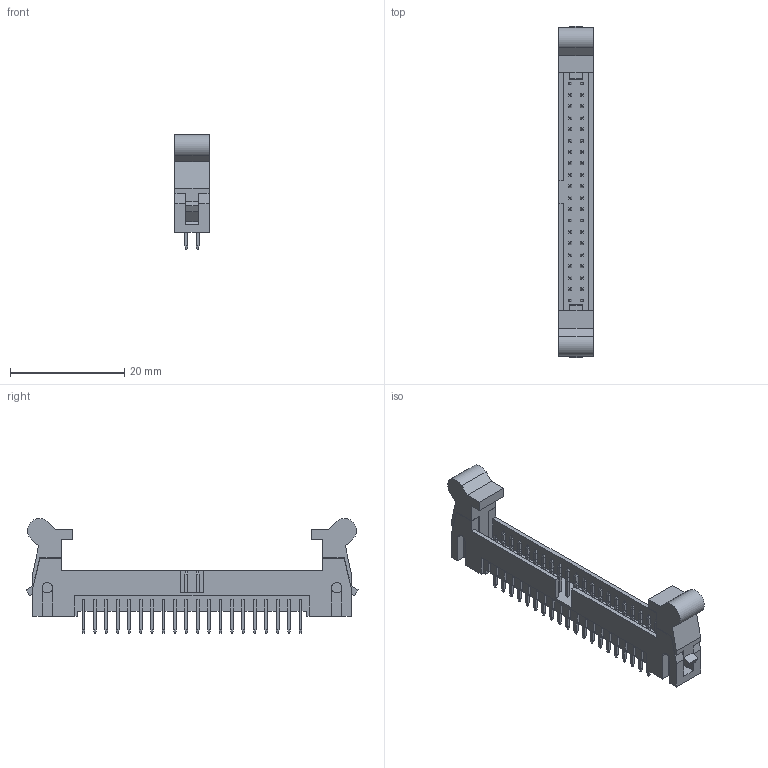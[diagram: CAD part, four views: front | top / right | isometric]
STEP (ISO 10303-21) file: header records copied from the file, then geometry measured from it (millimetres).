
FILE_DESCRIPTION(/* description */ ('Unknown'),/* implementation_level */ '2;1');
FILE_NAME(/* name */ 'J_Wurth_WR-BHD_62504022021',/* time_stamp */ '2025-05-19T10:26:39+08:00',/* author */ ('Unknown'),/* organization */ ('Unknown'),/* preprocessor_version */ 'ST-DEVELOPER v19.4',/* originating_system */ 'Solid Edge',/* authorisation */ 'Unknown');
FILE_SCHEMA (('AUTOMOTIVE_DESIGN {1 0 10303 214 3 1 1}'));
Length unit declared in the file: millimetre
Products named in the file (2): J_Wurth_WR-BHD_62504022021
Assembly tree (1 placements, depth 2):
  J_Wurth_WR-BHD_62504022021
    J_Wurth_WR-BHD_62504022021
Bounding box: 6 x 58.12 x 20.1 mm (x, y, z)
Volume: 1972.6 mm3; surface area: 4302.3 mm2
Topology: 43 solids, 43 shells, 1016 faces, 2558 edges, 1588 vertices
Faces by surface type: plane 986, cylinder 26, cone 4
Full cylindrical faces by diameter (mm): 1.8 x4
Entity records: 29786 total; most frequent: CARTESIAN_POINT 5172, ORIENTED_EDGE 5108, DIRECTION 4646, EDGE_CURVE 2554, LINE 2490, VECTOR 2490, VERTEX_POINT 1588, AXIS2_PLACEMENT_3D 1078
